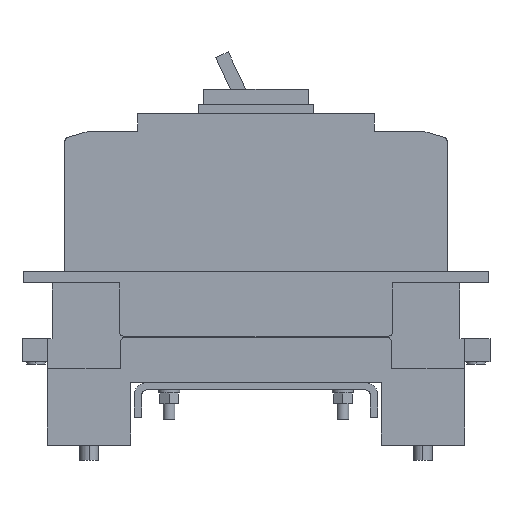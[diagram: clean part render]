
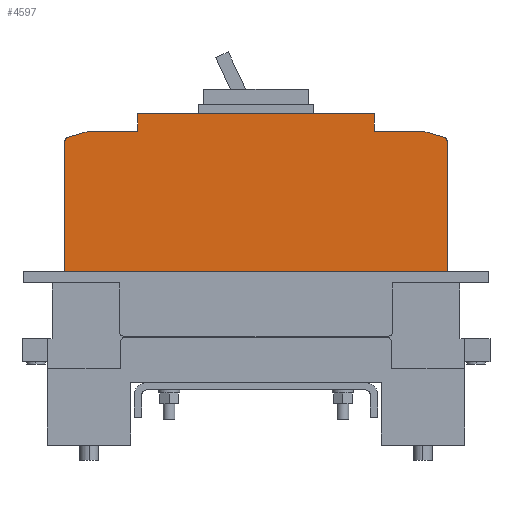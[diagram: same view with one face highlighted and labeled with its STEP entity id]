
A CAD part, left-side view. The second image highlights one B-rep face of the part: STEP entity #4597.
In plain terms, the highlighted planar face has unit normal (-1, 0, 0).
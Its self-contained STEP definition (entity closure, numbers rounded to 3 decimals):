
#165 = ORIENTED_EDGE ( 'NONE', *, *, #29885, .T. ) ;
#266 = CARTESIAN_POINT ( 'NONE',  ( -52.5, 51., 68. ) ) ;
#302 = CARTESIAN_POINT ( 'NONE',  ( -52.5, -82.5, 55.991 ) ) ;
#511 = VECTOR ( 'NONE', #27628, 1000. ) ;
#1149 = VERTEX_POINT ( 'NONE', #38131 ) ;
#1406 = ORIENTED_EDGE ( 'NONE', *, *, #11305, .F. ) ;
#2577 = CARTESIAN_POINT ( 'NONE',  ( -52.5, 82.5, 68. ) ) ;
#2973 = ORIENTED_EDGE ( 'NONE', *, *, #33327, .F. ) ;
#3052 = ORIENTED_EDGE ( 'NONE', *, *, #39893, .T. ) ;
#3338 = VECTOR ( 'NONE', #19078, 1000. ) ;
#3570 = ORIENTED_EDGE ( 'NONE', *, *, #19097, .F. ) ;
#3742 = ORIENTED_EDGE ( 'NONE', *, *, #24558, .T. ) ;
#3917 = EDGE_CURVE ( 'NONE', #31792, #1149, #33039, .T. ) ;
#4456 = CARTESIAN_POINT ( 'NONE',  ( -52.5, -82.5, 60.5 ) ) ;
#4597 = ADVANCED_FACE ( 'NONE', ( #27463 ), #26666, .F. ) ;
#5662 = CARTESIAN_POINT ( 'NONE',  ( -52.5, 80.5, 55.991 ) ) ;
#5938 = DIRECTION ( 'NONE',  ( 0., 0.962, 0.275 ) ) ;
#6177 = CARTESIAN_POINT ( 'NONE',  ( -52.5, 51., 60.5 ) ) ;
#7719 = AXIS2_PLACEMENT_3D ( 'NONE', #13821, #29984, #10847 ) ;
#8297 = EDGE_CURVE ( 'NONE', #12165, #38954, #12901, .T. ) ;
#8454 = CARTESIAN_POINT ( 'NONE',  ( -52.5, 82.5, 60.5 ) ) ;
#8642 = CARTESIAN_POINT ( 'NONE',  ( -52.5, -72., 60.5 ) ) ;
#8918 = DIRECTION ( 'NONE',  ( 0., 1., 0. ) ) ;
#9455 = DIRECTION ( 'NONE',  ( 0., 0., -1. ) ) ;
#10279 = CARTESIAN_POINT ( 'NONE',  ( -52.5, -51., 60.5 ) ) ;
#10593 = VECTOR ( 'NONE', #16545, 1000. ) ;
#10642 = CARTESIAN_POINT ( 'NONE',  ( -52.5, 51., 60.5 ) ) ;
#10847 = DIRECTION ( 'NONE',  ( 0., 1., 0. ) ) ;
#10951 = LINE ( 'NONE', #39489, #25982 ) ;
#11305 = EDGE_CURVE ( 'NONE', #31792, #12165, #35571, .T. ) ;
#12165 = VERTEX_POINT ( 'NONE', #10642 ) ;
#12483 = CARTESIAN_POINT ( 'NONE',  ( -52.5, 82.5, 0. ) ) ;
#12901 = LINE ( 'NONE', #6177, #3338 ) ;
#13373 = CARTESIAN_POINT ( 'NONE',  ( -52.5, -82.5, 0. ) ) ;
#13409 = LINE ( 'NONE', #2577, #37912 ) ;
#13821 = CARTESIAN_POINT ( 'NONE',  ( -52.5, 82.5, 68. ) ) ;
#14682 = EDGE_CURVE ( 'NONE', #38954, #35351, #36106, .T. ) ;
#15569 = DIRECTION ( 'NONE',  ( -1., 0., 0. ) ) ;
#16545 = DIRECTION ( 'NONE',  ( 0., -1., 0. ) ) ;
#16669 = AXIS2_PLACEMENT_3D ( 'NONE', #34708, #15569, #37965 ) ;
#17495 = VERTEX_POINT ( 'NONE', #10279 ) ;
#18083 = VERTEX_POINT ( 'NONE', #23212 ) ;
#18881 = ORIENTED_EDGE ( 'NONE', *, *, #3917, .T. ) ;
#19078 = DIRECTION ( 'NONE',  ( 0., 0., 1. ) ) ;
#19097 = EDGE_CURVE ( 'NONE', #35129, #19258, #20224, .T. ) ;
#19258 = VERTEX_POINT ( 'NONE', #13373 ) ;
#19682 = ORIENTED_EDGE ( 'NONE', *, *, #14682, .F. ) ;
#20224 = LINE ( 'NONE', #28593, #37216 ) ;
#20333 = DIRECTION ( 'NONE',  ( 0., 0., 1. ) ) ;
#21242 = CARTESIAN_POINT ( 'NONE',  ( -52.5, -81.049, 57.914 ) ) ;
#22303 = EDGE_CURVE ( 'NONE', #35129, #39875, #29400, .T. ) ;
#22892 = ORIENTED_EDGE ( 'NONE', *, *, #36754, .T. ) ;
#23212 = CARTESIAN_POINT ( 'NONE',  ( -52.5, 82.5, 55.991 ) ) ;
#23495 = LINE ( 'NONE', #28343, #31991 ) ;
#23930 = AXIS2_PLACEMENT_3D ( 'NONE', #5662, #28088, #8918 ) ;
#24483 = CARTESIAN_POINT ( 'NONE',  ( -52.5, 72., 60.5 ) ) ;
#24535 = VECTOR ( 'NONE', #25805, 1000. ) ;
#24558 = EDGE_CURVE ( 'NONE', #18083, #30210, #13409, .T. ) ;
#24971 = DIRECTION ( 'NONE',  ( 0., 0., -1. ) ) ;
#25439 = VECTOR ( 'NONE', #36925, 1000. ) ;
#25805 = DIRECTION ( 'NONE',  ( 0., 0.962, -0.275 ) ) ;
#25982 = VECTOR ( 'NONE', #20333, 1000. ) ;
#26666 = PLANE ( 'NONE',  #7719 ) ;
#27202 = ORIENTED_EDGE ( 'NONE', *, *, #30012, .T. ) ;
#27463 = FACE_OUTER_BOUND ( 'NONE', #37324, .T. ) ;
#27628 = DIRECTION ( 'NONE',  ( 0., -1., 0. ) ) ;
#27748 = ORIENTED_EDGE ( 'NONE', *, *, #22303, .T. ) ;
#28088 = DIRECTION ( 'NONE',  ( -1., 0., 0. ) ) ;
#28343 = CARTESIAN_POINT ( 'NONE',  ( -52.5, -82.5, 57.5 ) ) ;
#28593 = CARTESIAN_POINT ( 'NONE',  ( -52.5, -82.5, 68. ) ) ;
#28834 = ORIENTED_EDGE ( 'NONE', *, *, #8297, .F. ) ;
#28872 = CARTESIAN_POINT ( 'NONE',  ( -52.5, 72., 60.5 ) ) ;
#29400 = CIRCLE ( 'NONE', #16669, 2. ) ;
#29885 = EDGE_CURVE ( 'NONE', #17495, #35351, #10951, .T. ) ;
#29984 = DIRECTION ( 'NONE',  ( 1., 0., 0. ) ) ;
#30012 = EDGE_CURVE ( 'NONE', #30210, #19258, #33940, .T. ) ;
#30106 = CARTESIAN_POINT ( 'NONE',  ( -52.5, -51., 68. ) ) ;
#30210 = VERTEX_POINT ( 'NONE', #12483 ) ;
#31792 = VERTEX_POINT ( 'NONE', #24483 ) ;
#31795 = LINE ( 'NONE', #4456, #39328 ) ;
#31991 = VECTOR ( 'NONE', #5938, 1000. ) ;
#33039 = LINE ( 'NONE', #28872, #24535 ) ;
#33287 = DIRECTION ( 'NONE',  ( 0., -1., 0. ) ) ;
#33327 = EDGE_CURVE ( 'NONE', #17495, #36669, #31795, .T. ) ;
#33719 = CARTESIAN_POINT ( 'NONE',  ( -52.5, 82.5, 0. ) ) ;
#33940 = LINE ( 'NONE', #33719, #25439 ) ;
#34708 = CARTESIAN_POINT ( 'NONE',  ( -52.5, -80.5, 55.991 ) ) ;
#35129 = VERTEX_POINT ( 'NONE', #302 ) ;
#35351 = VERTEX_POINT ( 'NONE', #30106 ) ;
#35571 = LINE ( 'NONE', #8454, #511 ) ;
#35690 = CARTESIAN_POINT ( 'NONE',  ( -52.5, 82.5, 68. ) ) ;
#36106 = LINE ( 'NONE', #35690, #10593 ) ;
#36669 = VERTEX_POINT ( 'NONE', #8642 ) ;
#36720 = CIRCLE ( 'NONE', #23930, 2. ) ;
#36754 = EDGE_CURVE ( 'NONE', #39875, #36669, #23495, .T. ) ;
#36925 = DIRECTION ( 'NONE',  ( 0., -1., 0. ) ) ;
#37216 = VECTOR ( 'NONE', #9455, 1000. ) ;
#37324 = EDGE_LOOP ( 'NONE', ( #18881, #3052, #3742, #27202, #3570, #27748, #22892, #2973, #165, #19682, #28834, #1406 ) ) ;
#37912 = VECTOR ( 'NONE', #24971, 1000. ) ;
#37965 = DIRECTION ( 'NONE',  ( 0., 1., 0. ) ) ;
#38131 = CARTESIAN_POINT ( 'NONE',  ( -52.5, 81.049, 57.914 ) ) ;
#38954 = VERTEX_POINT ( 'NONE', #266 ) ;
#39328 = VECTOR ( 'NONE', #33287, 1000. ) ;
#39489 = CARTESIAN_POINT ( 'NONE',  ( -52.5, -51., 60.5 ) ) ;
#39875 = VERTEX_POINT ( 'NONE', #21242 ) ;
#39893 = EDGE_CURVE ( 'NONE', #1149, #18083, #36720, .T. ) ;
